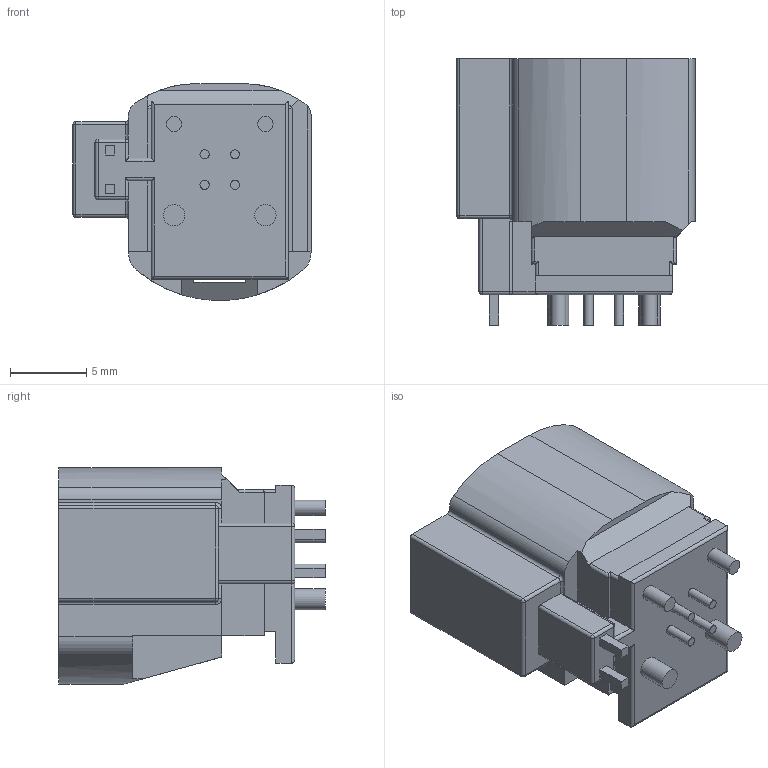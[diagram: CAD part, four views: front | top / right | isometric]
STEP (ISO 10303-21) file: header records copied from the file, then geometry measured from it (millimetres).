
FILE_DESCRIPTION (( 'STEP AP214' ), '1' );
FILE_NAME ('HSDNASPPCB15A.STEP', '2022-11-28T06:33:27', ( '' ), ( '' ), 'SwSTEP 2.0', 'SolidWorks 2021', '' );
FILE_SCHEMA (( 'AUTOMOTIVE_DESIGN' ));
Length unit declared in the file: millimetre
Products named in the file (3): Footprint; HSDNxSPPCB15xxx_HSDNASPPCB15A; HSDNASPPCB15A
Assembly tree (1 placements, depth 2):
  Footprint
  HSDNASPPCB15A
    HSDNxSPPCB15xxx_HSDNASPPCB15A
Bounding box: 15.65 x 17.5 x 14.25 mm (x, y, z)
Volume: 1356 mm3; surface area: 2209.2 mm2
Topology: 18 solids, 18 shells, 204 faces, 480 edges, 306 vertices
Faces by surface type: plane 128, cylinder 68, sphere 6, torus 2
Full cylindrical faces by diameter (mm): 0.25 x4, 0.6 x4, 1 x2, 1.4 x2, 5.45 x1
Entity records: 5853 total; most frequent: CARTESIAN_POINT 1019, DIRECTION 963, ORIENTED_EDGE 906, EDGE_CURVE 453, AXIS2_PLACEMENT_3D 322, VECTOR 319, LINE 319, VERTEX_POINT 298
